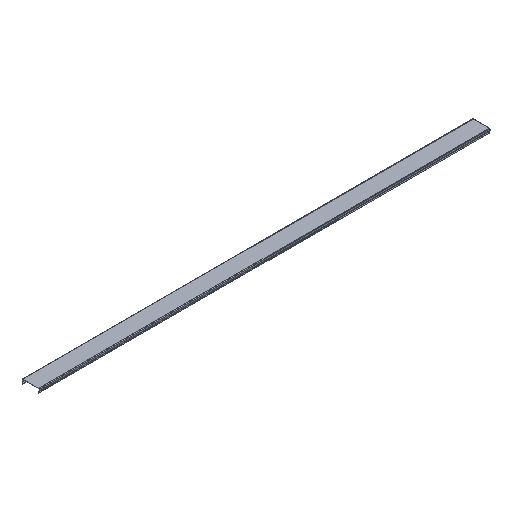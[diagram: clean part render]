
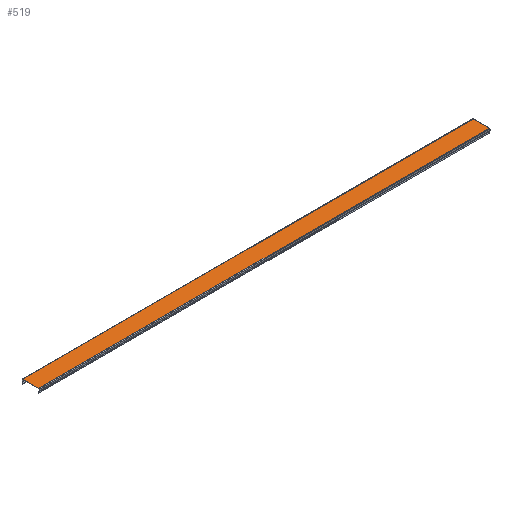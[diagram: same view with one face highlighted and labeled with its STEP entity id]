
A CAD part, isometric view. The second image highlights one B-rep face of the part: STEP entity #519.
In plain terms, the highlighted planar face has unit normal (0, 0, 1).
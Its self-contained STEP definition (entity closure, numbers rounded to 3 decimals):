
#25=PLANE('',#579);
#51=FACE_OUTER_BOUND('',#77,.T.);
#77=EDGE_LOOP('',(#474,#475,#476,#477));
#86=LINE('',#786,#130);
#106=LINE('',#851,#150);
#110=LINE('',#861,#154);
#121=LINE('',#895,#165);
#130=VECTOR('',#620,1.);
#150=VECTOR('',#688,1.);
#154=VECTOR('',#698,1.);
#165=VECTOR('',#739,1.);
#216=VERTEX_POINT('',#784);
#217=VERTEX_POINT('',#785);
#238=VERTEX_POINT('',#849);
#240=VERTEX_POINT('',#857);
#268=EDGE_CURVE('',#216,#217,#86,.T.);
#303=EDGE_CURVE('',#238,#216,#106,.T.);
#308=EDGE_CURVE('',#240,#217,#110,.T.);
#325=EDGE_CURVE('',#240,#238,#121,.T.);
#474=ORIENTED_EDGE('',*,*,#325,.F.);
#475=ORIENTED_EDGE('',*,*,#308,.T.);
#476=ORIENTED_EDGE('',*,*,#268,.F.);
#477=ORIENTED_EDGE('',*,*,#303,.F.);
#519=ADVANCED_FACE('',(#51),#25,.F.);
#579=AXIS2_PLACEMENT_3D('',#896,#740,#741);
#620=DIRECTION('',(0.,-1.,0.));
#688=DIRECTION('',(1.,0.,0.));
#698=DIRECTION('',(1.,0.,0.));
#739=DIRECTION('',(0.,1.,0.));
#740=DIRECTION('center_axis',(0.,0.,-1.));
#741=DIRECTION('ref_axis',(0.,1.,0.));
#784=CARTESIAN_POINT('',(2025.09,108.933,0.75));
#785=CARTESIAN_POINT('',(2025.09,37.933,0.75));
#786=CARTESIAN_POINT('',(2025.09,108.933,0.75));
#849=CARTESIAN_POINT('',(25.09,108.933,0.75));
#851=CARTESIAN_POINT('',(25.09,108.933,0.75));
#857=CARTESIAN_POINT('',(25.09,37.933,0.75));
#861=CARTESIAN_POINT('',(1025.09,37.933,0.75));
#895=CARTESIAN_POINT('',(25.09,-89.067,0.75));
#896=CARTESIAN_POINT('Origin',(25.09,-114.067,0.75));
